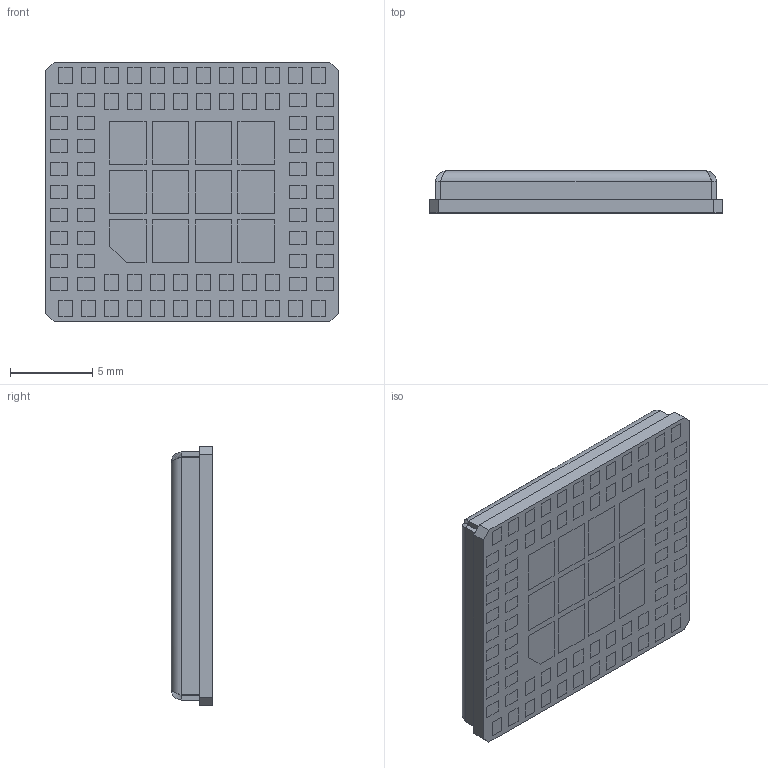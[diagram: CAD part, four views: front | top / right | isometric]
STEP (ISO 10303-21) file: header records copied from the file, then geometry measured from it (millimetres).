
FILE_DESCRIPTION (( 'STEP AP214' ), '1' );
FILE_NAME ('SIM800L.STEP', '2021-08-13T20:29:13', ( '' ), ( '' ), 'SwSTEP 2.0', 'SolidWorks 2017', '' );
FILE_SCHEMA (( 'AUTOMOTIVE_DESIGN' ));
Length unit declared in the file: millimetre
Products named in the file (1): SIM800L
Bounding box: 17.8 x 2.55 x 15.8 mm (x, y, z)
Volume: 324.7 mm3; surface area: 1880.1 mm2
Topology: 93 solids, 93 shells, 1039 faces, 2254 edges, 1492 vertices
Faces by surface type: plane 1011, cylinder 20, bspline 8
Entity records: 28722 total; most frequent: CARTESIAN_POINT 5070, ORIENTED_EDGE 4508, DIRECTION 4314, EDGE_CURVE 2254, VECTOR 2202, LINE 2202, VERTEX_POINT 1492, EDGE_LOOP 1130
